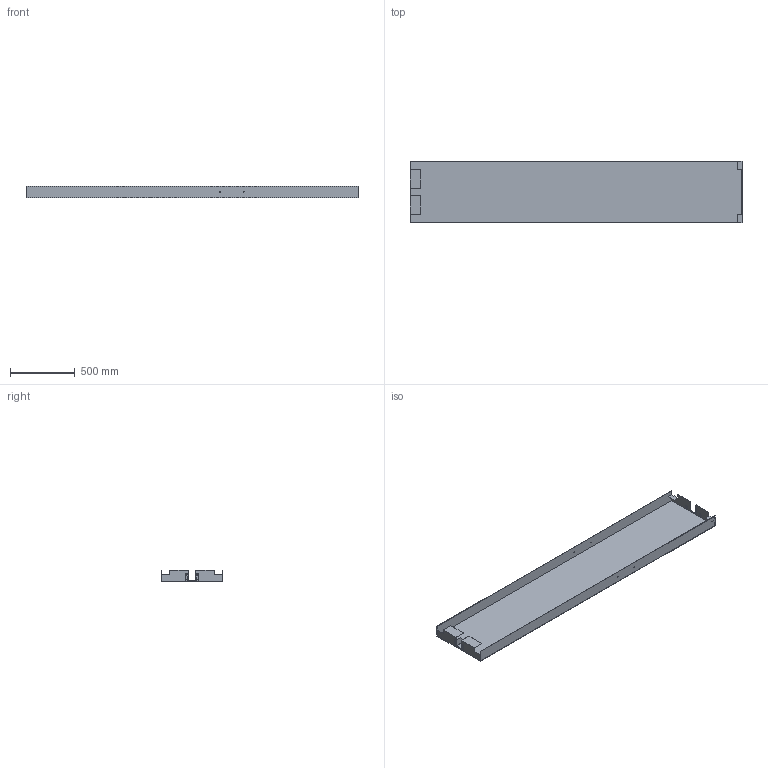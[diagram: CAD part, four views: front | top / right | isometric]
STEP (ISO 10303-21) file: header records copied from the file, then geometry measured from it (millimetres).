
FILE_DESCRIPTION (( 'STEP AP203' ), '1' );
FILE_NAME ('0643540000.STEP', '2024-06-03T14:04:12', ( '' ), ( '' ), 'SwSTEP 2.0', 'SolidWorks 2022', '' );
FILE_SCHEMA (( 'CONFIG_CONTROL_DESIGN' ));
Length unit declared in the file: metre
Products named in the file (1): 0643540000
Bounding box: 2555 x 474 x 92 mm (x, y, z)
Volume: 3551778.4 mm3; surface area: 3567762.4 mm2
Topology: 3 solids, 3 shells, 126 faces, 326 edges, 206 vertices
Faces by surface type: plane 90, cylinder 36
Entity records: 3919 total; most frequent: CARTESIAN_POINT 659, DIRECTION 652, ORIENTED_EDGE 652, EDGE_CURVE 326, VECTOR 254, LINE 254, VERTEX_POINT 206, AXIS2_PLACEMENT_3D 199
